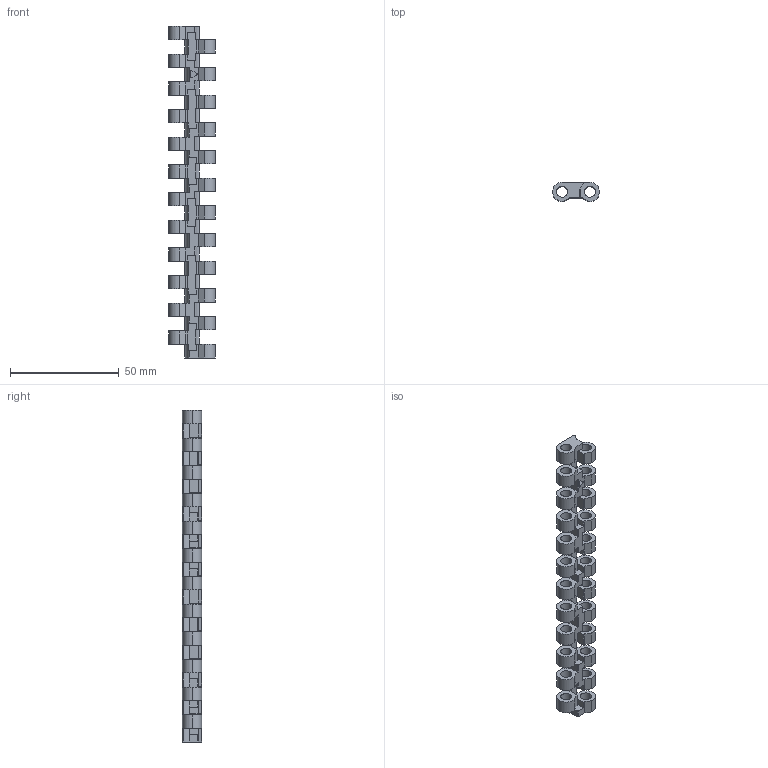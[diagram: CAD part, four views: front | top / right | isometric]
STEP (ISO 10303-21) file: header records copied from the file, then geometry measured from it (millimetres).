
FILE_DESCRIPTION (( 'STEP AP214' ), '1' );
FILE_NAME ('1270平板型-152.STEP', '2019-03-09T06:09:29', ( '' ), ( '' ), 'SwSTEP 2.0', 'SolidWorks 2016', '' );
FILE_SCHEMA (( 'AUTOMOTIVE_DESIGN' ));
Length unit declared in the file: millimetre
Products named in the file (1): 1270す啣倰-152
Bounding box: 21.5 x 8.8 x 152.4 mm (x, y, z)
Volume: 9627.8 mm3; surface area: 10555.2 mm2
Topology: 1 solids, 1 shells, 326 faces, 969 edges, 646 vertices
Faces by surface type: plane 174, cylinder 152
Entity records: 11133 total; most frequent: CARTESIAN_POINT 1942, ORIENTED_EDGE 1938, DIRECTION 1933, EDGE_CURVE 969, VECTOR 659, LINE 659, VERTEX_POINT 646, AXIS2_PLACEMENT_3D 637
